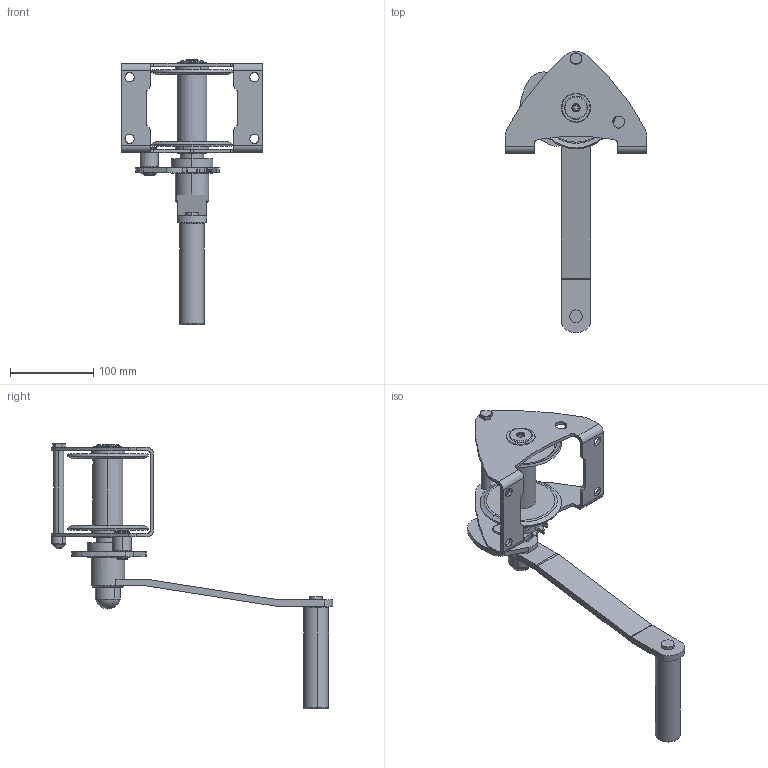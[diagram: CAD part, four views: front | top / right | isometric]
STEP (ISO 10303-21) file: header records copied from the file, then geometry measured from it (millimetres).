
FILE_DESCRIPTION(('Creo Elements/Direct Modeling STEP Export'),'2;1');
FILE_NAME('232007.stp','2017-03-22T16:05:14',(''),(''),'Creo Elements/Direct Modeling STEP processor for AP214 (Solid Model)','Creo Elements/Direct Modeling 18.1A 09-Jun-2012 (C) Parametric Technology GmbH','');
FILE_SCHEMA(('AUTOMOTIVE_DESIGN { 1 0 10303 214 1 1 1 1 }'));
Length unit declared in the file: millimetre
Products named in the file (4): Gehäuse; Seiltrommel; Kurbel; Konsolenseilwinde_KWE250_232007A
Assembly tree (3 placements, depth 2):
  Konsolenseilwinde_KWE250_232007A
    Kurbel
    Seiltrommel
    Gehäuse
Bounding box: 170 x 337.87 x 319.3 mm (x, y, z)
Volume: 566946.4 mm3; surface area: 178455.4 mm2
Topology: 3 solids, 3 shells, 570 faces, 4314 edges, 3903 vertices
Faces by surface type: plane 328, cylinder 166, cone 56, torus 12, sphere 4, bspline 4
Entity records: 44805 total; most frequent: CARTESIAN_POINT 10675, ORIENTED_EDGE 8616, DIRECTION 5148, EDGE_CURVE 4308, VERTEX_POINT 3903, VECTOR 3722, LINE 3722, EDGE_LOOP 753
